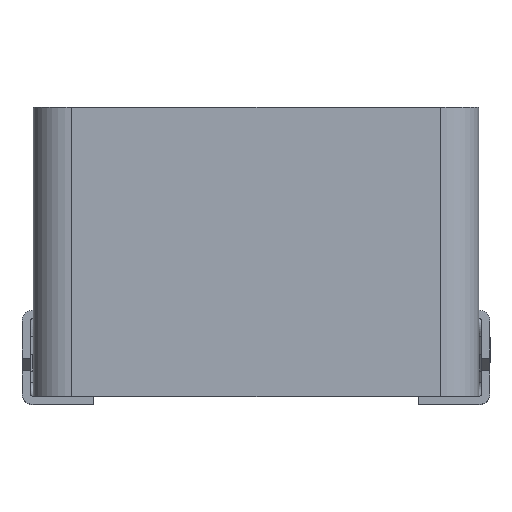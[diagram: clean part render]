
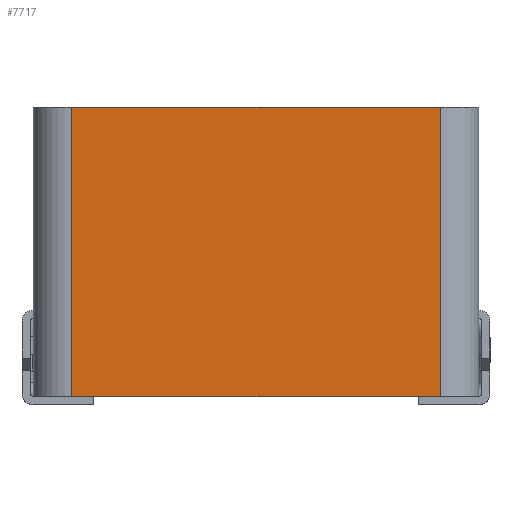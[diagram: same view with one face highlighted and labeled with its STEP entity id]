
A CAD part, top view. The second image highlights one B-rep face of the part: STEP entity #7717.
In plain terms, the highlighted planar face has unit normal (0, 0, 1).
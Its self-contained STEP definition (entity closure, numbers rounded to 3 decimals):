
#1158 = LINE ( 'NONE', #7395, #8465 ) ;
#1435 = ORIENTED_EDGE ( 'NONE', *, *, #2799, .T. ) ;
#2101 = LINE ( 'NONE', #2427, #11137 ) ;
#2427 = CARTESIAN_POINT ( 'NONE',  ( -3.35, -1.56, 4. ) ) ;
#2799 = EDGE_CURVE ( 'NONE', #7678, #4803, #3895, .T. ) ;
#3060 = DIRECTION ( 'NONE',  ( 1., 0., 0. ) ) ;
#3118 = LINE ( 'NONE', #12554, #3776 ) ;
#3363 = DIRECTION ( 'NONE',  ( 1., 0., 0. ) ) ;
#3485 = DIRECTION ( 'NONE',  ( 0., 1., 0. ) ) ;
#3556 = CARTESIAN_POINT ( 'NONE',  ( 3.35, -1.56, 4. ) ) ;
#3776 = VECTOR ( 'NONE', #6449, 1000. ) ;
#3895 = LINE ( 'NONE', #3556, #8884 ) ;
#3970 = ORIENTED_EDGE ( 'NONE', *, *, #9680, .F. ) ;
#4044 = ORIENTED_EDGE ( 'NONE', *, *, #10644, .F. ) ;
#4803 = VERTEX_POINT ( 'NONE', #11943 ) ;
#5068 = ORIENTED_EDGE ( 'NONE', *, *, #7772, .T. ) ;
#5395 = CARTESIAN_POINT ( 'NONE',  ( 3.35, -1.56, 4. ) ) ;
#6402 = AXIS2_PLACEMENT_3D ( 'NONE', #5395, #9535, #3363 ) ;
#6425 = EDGE_LOOP ( 'NONE', ( #1435, #3970, #4044, #5068 ) ) ;
#6449 = DIRECTION ( 'NONE',  ( 1., 0., 0. ) ) ;
#6493 = PLANE ( 'NONE',  #6402 ) ;
#7395 = CARTESIAN_POINT ( 'NONE',  ( 3.35, 3.69, 4. ) ) ;
#7678 = VERTEX_POINT ( 'NONE', #8146 ) ;
#7717 = ADVANCED_FACE ( 'NONE', ( #8614 ), #6493, .T. ) ;
#7772 = EDGE_CURVE ( 'NONE', #10055, #7678, #3118, .T. ) ;
#8146 = CARTESIAN_POINT ( 'NONE',  ( 3.35, -1.56, 4. ) ) ;
#8465 = VECTOR ( 'NONE', #3060, 1000. ) ;
#8614 = FACE_OUTER_BOUND ( 'NONE', #6425, .T. ) ;
#8884 = VECTOR ( 'NONE', #12650, 1000. ) ;
#8962 = CARTESIAN_POINT ( 'NONE',  ( -3.35, 3.69, 4. ) ) ;
#9182 = CARTESIAN_POINT ( 'NONE',  ( -3.35, -1.56, 4. ) ) ;
#9535 = DIRECTION ( 'NONE',  ( 0., 0., 1. ) ) ;
#9680 = EDGE_CURVE ( 'NONE', #13342, #4803, #1158, .T. ) ;
#10055 = VERTEX_POINT ( 'NONE', #9182 ) ;
#10644 = EDGE_CURVE ( 'NONE', #10055, #13342, #2101, .T. ) ;
#11137 = VECTOR ( 'NONE', #3485, 1000. ) ;
#11943 = CARTESIAN_POINT ( 'NONE',  ( 3.35, 3.69, 4. ) ) ;
#12554 = CARTESIAN_POINT ( 'NONE',  ( 3.35, -1.56, 4. ) ) ;
#12650 = DIRECTION ( 'NONE',  ( 0., 1., 0. ) ) ;
#13342 = VERTEX_POINT ( 'NONE', #8962 ) ;
